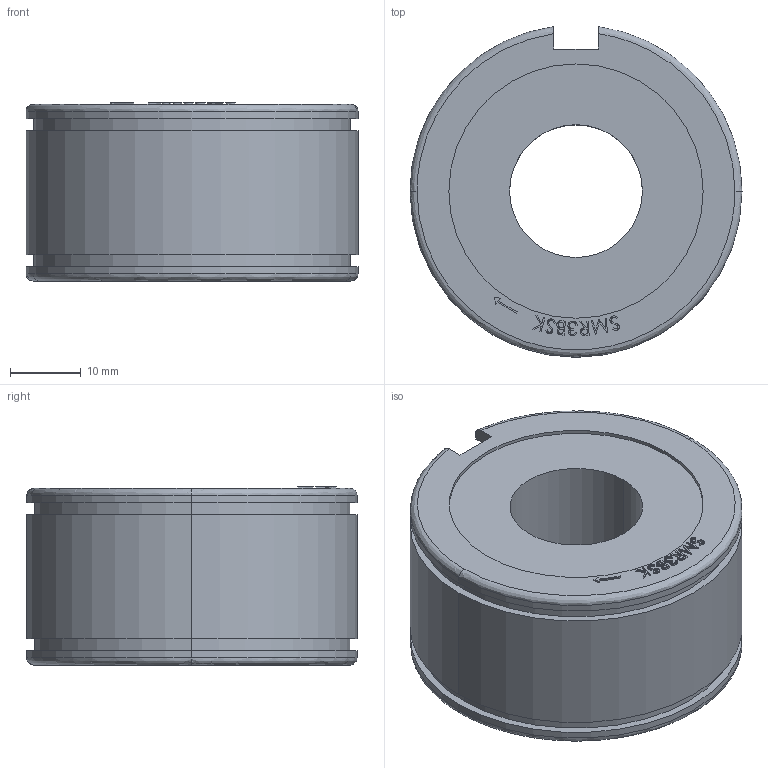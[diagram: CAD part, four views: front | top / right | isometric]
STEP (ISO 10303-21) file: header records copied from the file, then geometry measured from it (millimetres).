
FILE_DESCRIPTION (( 'STEP AP214' ), '1' );
FILE_NAME ('SMR3-BSK.step', '2016-11-22T21:13:23', ( '' ), ( '' ), 'SwSTEP 2.0', 'SolidWorks 2016', '' );
FILE_SCHEMA (( 'AUTOMOTIVE_DESIGN' ));
Length unit declared in the file: inch
Products named in the file (1): SMR3-BSK
Bounding box: 47 x 46.78 x 25.2 mm (x, y, z)
Volume: 34619 mm3; surface area: 8695.3 mm2
Topology: 1 solids, 1 shells, 165 faces, 446 edges, 296 vertices
Faces by surface type: plane 78, bspline 64, cylinder 23
Entity records: 8225 total; most frequent: CARTESIAN_POINT 4424, ORIENTED_EDGE 892, DIRECTION 574, EDGE_CURVE 446, VERTEX_POINT 296, LINE 270, VECTOR 270, EDGE_LOOP 180
